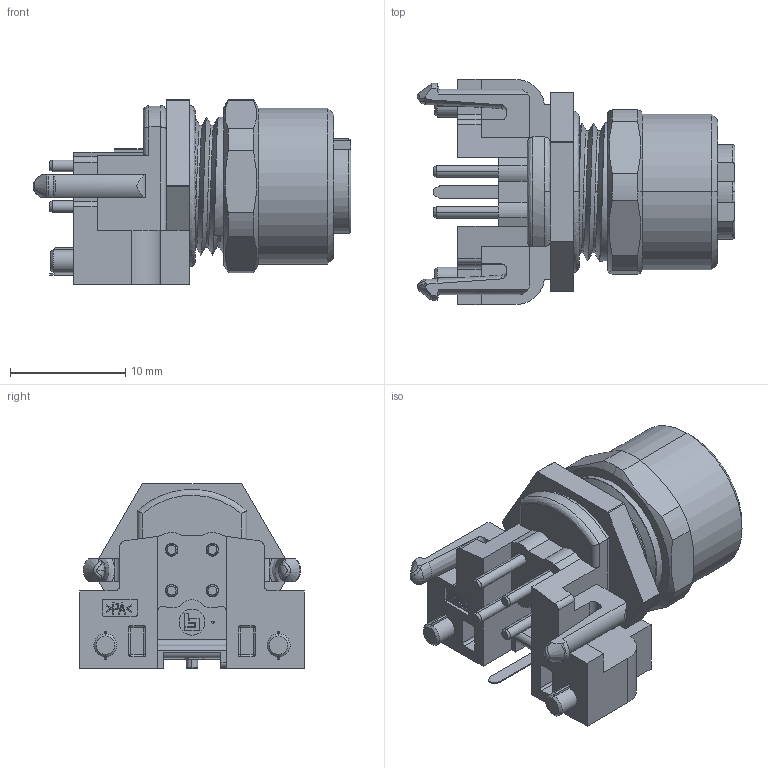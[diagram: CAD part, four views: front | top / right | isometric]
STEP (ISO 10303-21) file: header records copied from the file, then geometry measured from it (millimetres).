
FILE_DESCRIPTION (( 'STEP AP214' ), '1' );
FILE_NAME ('J80120A0220H50.STEP', '2018-02-26T11:04:42', ( '' ), ( '' ), 'SwSTEP 2.0', 'SolidWorks 2017', '' );
FILE_SCHEMA (( 'AUTOMOTIVE_DESIGN' ));
Length unit declared in the file: millimetre
Products named in the file (1): J80120A0220H50
Bounding box: 27.53 x 19.5 x 16 mm (x, y, z)
Volume: 2907.5 mm3; surface area: 3459.4 mm2
Topology: 1 solids, 1 shells, 525 faces, 1387 edges, 883 vertices
Faces by surface type: plane 223, cylinder 177, cone 71, bspline 51, torus 3
Entity records: 19009 total; most frequent: CARTESIAN_POINT 6642, ORIENTED_EDGE 2742, DIRECTION 2405, EDGE_CURVE 1371, VERTEX_POINT 883, AXIS2_PLACEMENT_3D 844, VECTOR 717, LINE 717
